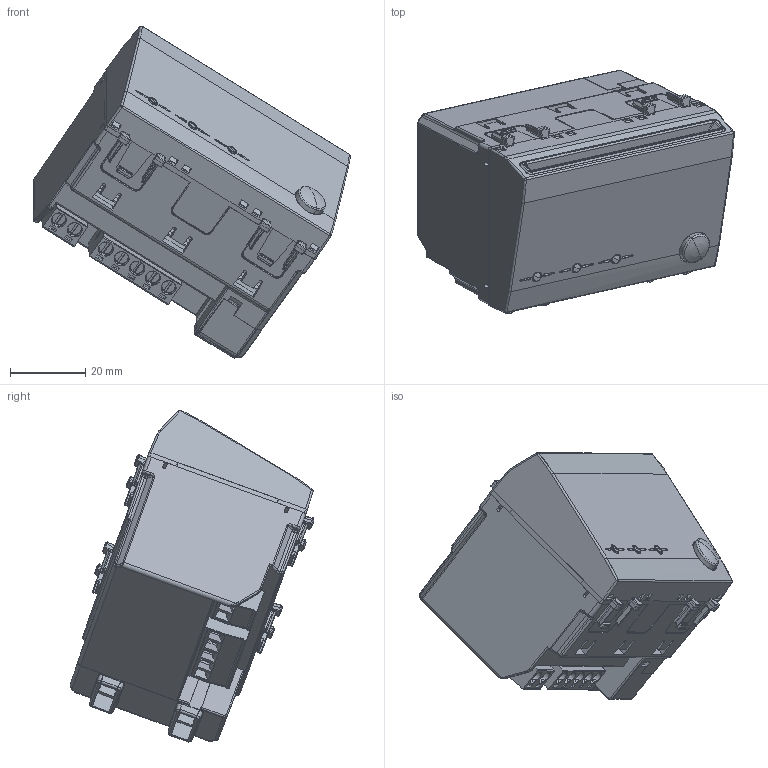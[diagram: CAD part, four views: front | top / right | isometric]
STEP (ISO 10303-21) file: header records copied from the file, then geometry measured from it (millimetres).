
FILE_DESCRIPTION(('CATIA V5 STEP Exchange'),'2;1');
FILE_NAME('441AB-LI.stp','2024-03-11T14:16:54+00:00',('none'),('none'),'CATIA Version 5-6 Release 2016 SP6','CATIA V5 STEP AP203','none');
FILE_SCHEMA(('CONFIG_CONTROL_DESIGN'));
Products named in the file (2): 441AB-LI (DA2007); DA2043-SENZA SCHEDA
Assembly tree (14 placements, depth 3):
  441AB-LI (DA2007)
    #57
    #27520
    #34500
    #113931
    #118190
    #124772  x3
    DA2043-SENZA SCHEDA
      #126729
      #142083
      #149474  x2
    #151484
Bounding box: 84.42 x 65.04 x 88.51 mm (x, y, z)
Volume: 32994.4 mm3; surface area: 48905.1 mm2
Topology: 12 solids, 19 shells, 3904 faces, 10457 edges, 6493 vertices
Faces by surface type: plane 1812, cylinder 1066, bspline 639, cone 145, torus 144, sphere 98
Entity records: 151406 total; most frequent: CARTESIAN_POINT 71945, ORIENTED_EDGE 19714, DIRECTION 10750, EDGE_CURVE 9857, VERTEX_POINT 6224, VECTOR 4819, LINE 4819, EDGE_LOOP 3901
